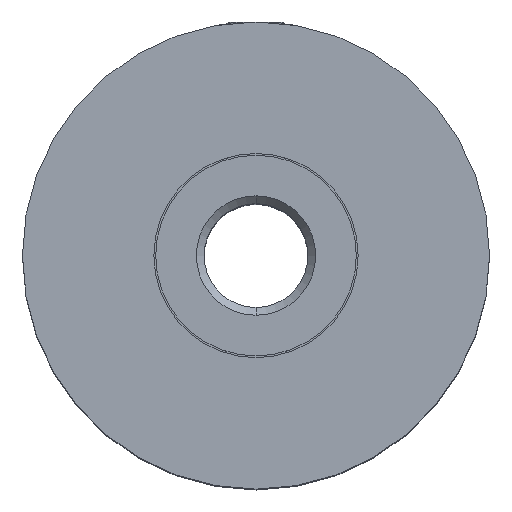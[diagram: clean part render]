
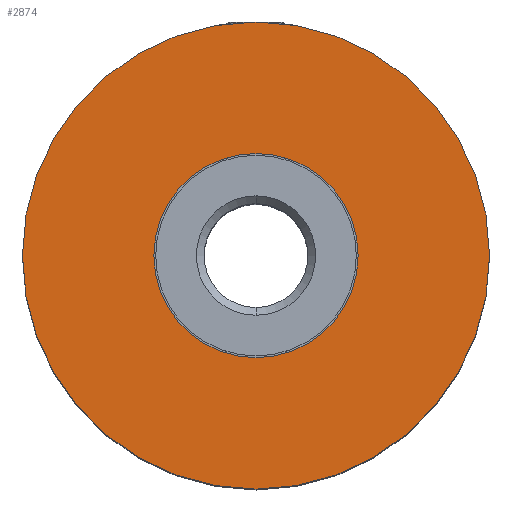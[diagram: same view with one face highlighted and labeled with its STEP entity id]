
A CAD part, top view. The second image highlights one B-rep face of the part: STEP entity #2874.
In plain terms, the highlighted planar face has unit normal (0, 0, 1).
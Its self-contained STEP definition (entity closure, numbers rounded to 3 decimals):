
#115=CARTESIAN_POINT('',(0.,0.,6.));
#116=DIRECTION('',(0.,0.,1.));
#117=DIRECTION('',(0.,1.,0.));
#118=AXIS2_PLACEMENT_3D('',#115,#116,#117);
#120=CARTESIAN_POINT('',(0.,0.,6.));
#121=DIRECTION('',(0.,0.,-1.));
#122=DIRECTION('',(0.,1.,0.));
#123=AXIS2_PLACEMENT_3D('',#120,#121,#122);
#135=CARTESIAN_POINT('',(0.,0.,6.));
#136=DIRECTION('',(0.,0.,1.));
#137=DIRECTION('',(1.,0.,0.));
#138=AXIS2_PLACEMENT_3D('',#135,#136,#137);
#140=CARTESIAN_POINT('',(0.,0.,6.));
#141=DIRECTION('',(0.,0.,1.));
#142=DIRECTION('',(-1.,0.,0.));
#143=AXIS2_PLACEMENT_3D('',#140,#141,#142);
#2277=CARTESIAN_POINT('',(0.,6.75,6.));
#2278=CARTESIAN_POINT('',(0.,-6.75,6.));
#2279=VERTEX_POINT('',#2277);
#2280=VERTEX_POINT('',#2278);
#2785=CARTESIAN_POINT('',(2.951,0.,6.));
#2786=CARTESIAN_POINT('',(-2.951,0.,6.));
#2787=VERTEX_POINT('',#2785);
#2788=VERTEX_POINT('',#2786);
#2857=CARTESIAN_POINT('',(0.,0.,6.));
#2858=DIRECTION('',(0.,0.,-1.));
#2859=DIRECTION('',(0.,-1.,0.));
#2860=AXIS2_PLACEMENT_3D('',#2857,#2858,#2859);
#2861=PLANE('',#2860);
#2863=ORIENTED_EDGE('',*,*,#2862,.F.);
#2865=ORIENTED_EDGE('',*,*,#2864,.T.);
#2866=EDGE_LOOP('',(#2863,#2865));
#2867=FACE_OUTER_BOUND('',#2866,.F.);
#2869=ORIENTED_EDGE('',*,*,#2868,.T.);
#2871=ORIENTED_EDGE('',*,*,#2870,.T.);
#2872=EDGE_LOOP('',(#2869,#2871));
#2873=FACE_BOUND('',#2872,.F.);
#119=CIRCLE('',#118,6.75);
#124=CIRCLE('',#123,6.75);
#139=CIRCLE('',#138,2.951);
#144=CIRCLE('',#143,2.951);
#2862=EDGE_CURVE('',#2279,#2280,#119,.T.);
#2864=EDGE_CURVE('',#2279,#2280,#124,.T.);
#2868=EDGE_CURVE('',#2787,#2788,#139,.T.);
#2870=EDGE_CURVE('',#2788,#2787,#144,.T.);
#2874=ADVANCED_FACE('',(#2867,#2873),#2861,.F.);
